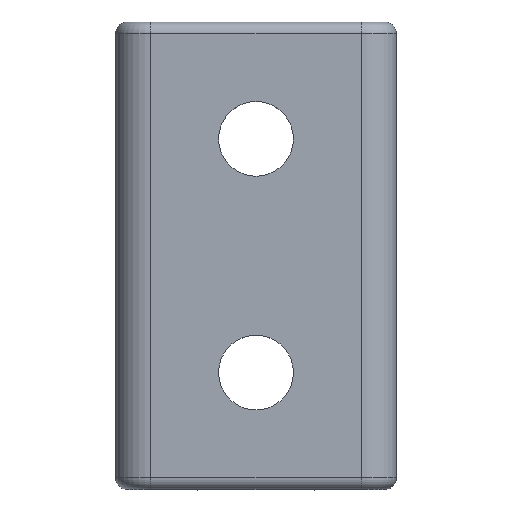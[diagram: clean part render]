
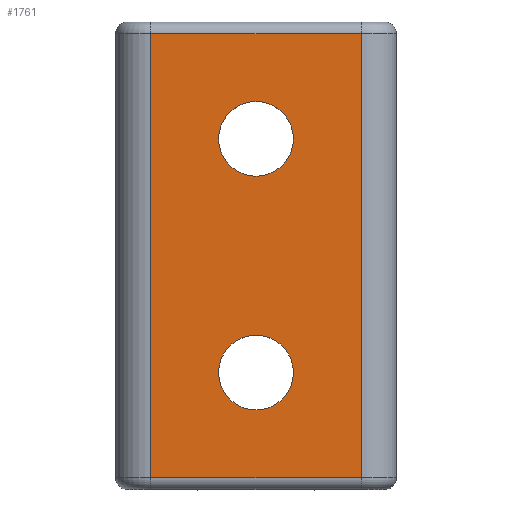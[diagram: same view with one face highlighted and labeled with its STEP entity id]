
A CAD part, top view. The second image highlights one B-rep face of the part: STEP entity #1761.
In plain terms, the highlighted planar face has unit normal (0, 0, 1).
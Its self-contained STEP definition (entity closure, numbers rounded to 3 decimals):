
#31 = VERTEX_POINT ( 'NONE', #703 ) ;
#44 = CIRCLE ( 'NONE', #2152, 1.6 ) ;
#57 = CARTESIAN_POINT ( 'NONE',  ( 0., 5., 6. ) ) ;
#105 = LINE ( 'NONE', #3556, #434 ) ;
#179 = EDGE_CURVE ( 'NONE', #2700, #31, #3062, .T. ) ;
#213 = FACE_BOUND ( 'NONE', #3334, .T. ) ;
#252 = CARTESIAN_POINT ( 'NONE',  ( 0., 15., 6. ) ) ;
#313 = CARTESIAN_POINT ( 'NONE',  ( 0., 20., 6. ) ) ;
#341 = DIRECTION ( 'NONE',  ( 0., 0., 1. ) ) ;
#434 = VECTOR ( 'NONE', #2597, 1000. ) ;
#513 = ORIENTED_EDGE ( 'NONE', *, *, #2456, .T. ) ;
#542 = VERTEX_POINT ( 'NONE', #4008 ) ;
#703 = CARTESIAN_POINT ( 'NONE',  ( 4.5, 19.5, 6. ) ) ;
#989 = EDGE_CURVE ( 'NONE', #2833, #1553, #44, .T. ) ;
#995 = ORIENTED_EDGE ( 'NONE', *, *, #3930, .T. ) ;
#1042 = CARTESIAN_POINT ( 'NONE',  ( -1.6, 15., 6. ) ) ;
#1058 = AXIS2_PLACEMENT_3D ( 'NONE', #1819, #2132, #3345 ) ;
#1074 = EDGE_CURVE ( 'NONE', #542, #3617, #3301, .T. ) ;
#1112 = CARTESIAN_POINT ( 'NONE',  ( 4.5, 0.5, 6. ) ) ;
#1187 = ORIENTED_EDGE ( 'NONE', *, *, #1694, .F. ) ;
#1243 = VECTOR ( 'NONE', #3685, 1000. ) ;
#1277 = DIRECTION ( 'NONE',  ( -1., 0., 0. ) ) ;
#1428 = VECTOR ( 'NONE', #3799, 1000. ) ;
#1474 = DIRECTION ( 'NONE',  ( 1., 0., 0. ) ) ;
#1547 = FACE_OUTER_BOUND ( 'NONE', #3391, .T. ) ;
#1553 = VERTEX_POINT ( 'NONE', #4029 ) ;
#1554 = CARTESIAN_POINT ( 'NONE',  ( -4.5, 19.5, 6. ) ) ;
#1565 = LINE ( 'NONE', #3169, #1428 ) ;
#1576 = VERTEX_POINT ( 'NONE', #1554 ) ;
#1620 = DIRECTION ( 'NONE',  ( 1., 0., 0. ) ) ;
#1694 = EDGE_CURVE ( 'NONE', #1553, #2833, #2219, .T. ) ;
#1761 = ADVANCED_FACE ( 'NONE', ( #3691, #213, #1547 ), #3358, .F. ) ;
#1816 = DIRECTION ( 'NONE',  ( 0., 0., 1. ) ) ;
#1819 = CARTESIAN_POINT ( 'NONE',  ( 0., 5., 6. ) ) ;
#1834 = EDGE_LOOP ( 'NONE', ( #1187, #2310 ) ) ;
#1874 = ORIENTED_EDGE ( 'NONE', *, *, #179, .T. ) ;
#1938 = DIRECTION ( 'NONE',  ( 0., 0., 1. ) ) ;
#2029 = CARTESIAN_POINT ( 'NONE',  ( 4.5, 20., 6. ) ) ;
#2120 = CIRCLE ( 'NONE', #2696, 1.6 ) ;
#2132 = DIRECTION ( 'NONE',  ( 0., 0., 1. ) ) ;
#2152 = AXIS2_PLACEMENT_3D ( 'NONE', #3386, #341, #1620 ) ;
#2174 = ORIENTED_EDGE ( 'NONE', *, *, #3817, .T. ) ;
#2219 = CIRCLE ( 'NONE', #3253, 1.6 ) ;
#2268 = DIRECTION ( 'NONE',  ( -1., 0., 0. ) ) ;
#2310 = ORIENTED_EDGE ( 'NONE', *, *, #989, .F. ) ;
#2437 = EDGE_CURVE ( 'NONE', #3617, #542, #2120, .T. ) ;
#2456 = EDGE_CURVE ( 'NONE', #31, #1576, #3487, .T. ) ;
#2559 = VECTOR ( 'NONE', #2268, 1000. ) ;
#2570 = DIRECTION ( 'NONE',  ( 1., 0., 0. ) ) ;
#2597 = DIRECTION ( 'NONE',  ( 0., -1., 0. ) ) ;
#2627 = CARTESIAN_POINT ( 'NONE',  ( -4.5, 0.5, 6. ) ) ;
#2655 = VERTEX_POINT ( 'NONE', #2627 ) ;
#2696 = AXIS2_PLACEMENT_3D ( 'NONE', #57, #1938, #2570 ) ;
#2700 = VERTEX_POINT ( 'NONE', #1112 ) ;
#2727 = ORIENTED_EDGE ( 'NONE', *, *, #1074, .F. ) ;
#2833 = VERTEX_POINT ( 'NONE', #1042 ) ;
#2854 = CARTESIAN_POINT ( 'NONE',  ( -4.5, 19.5, 6. ) ) ;
#3011 = ORIENTED_EDGE ( 'NONE', *, *, #2437, .F. ) ;
#3062 = LINE ( 'NONE', #2029, #1243 ) ;
#3169 = CARTESIAN_POINT ( 'NONE',  ( 0., 0.5, 6. ) ) ;
#3253 = AXIS2_PLACEMENT_3D ( 'NONE', #252, #1816, #1474 ) ;
#3301 = CIRCLE ( 'NONE', #1058, 1.6 ) ;
#3334 = EDGE_LOOP ( 'NONE', ( #3011, #2727 ) ) ;
#3345 = DIRECTION ( 'NONE',  ( 1., 0., 0. ) ) ;
#3358 = PLANE ( 'NONE',  #3924 ) ;
#3386 = CARTESIAN_POINT ( 'NONE',  ( 0., 15., 6. ) ) ;
#3391 = EDGE_LOOP ( 'NONE', ( #995, #2174, #1874, #513 ) ) ;
#3421 = CARTESIAN_POINT ( 'NONE',  ( 1.6, 5., 6. ) ) ;
#3487 = LINE ( 'NONE', #2854, #2559 ) ;
#3556 = CARTESIAN_POINT ( 'NONE',  ( -4.5, 20., 6. ) ) ;
#3617 = VERTEX_POINT ( 'NONE', #3421 ) ;
#3685 = DIRECTION ( 'NONE',  ( 0., 1., 0. ) ) ;
#3691 = FACE_BOUND ( 'NONE', #1834, .T. ) ;
#3731 = DIRECTION ( 'NONE',  ( 0., 0., -1. ) ) ;
#3799 = DIRECTION ( 'NONE',  ( 1., 0., 0. ) ) ;
#3817 = EDGE_CURVE ( 'NONE', #2655, #2700, #1565, .T. ) ;
#3924 = AXIS2_PLACEMENT_3D ( 'NONE', #313, #3731, #1277 ) ;
#3930 = EDGE_CURVE ( 'NONE', #1576, #2655, #105, .T. ) ;
#4008 = CARTESIAN_POINT ( 'NONE',  ( -1.6, 5., 6. ) ) ;
#4029 = CARTESIAN_POINT ( 'NONE',  ( 1.6, 15., 6. ) ) ;
